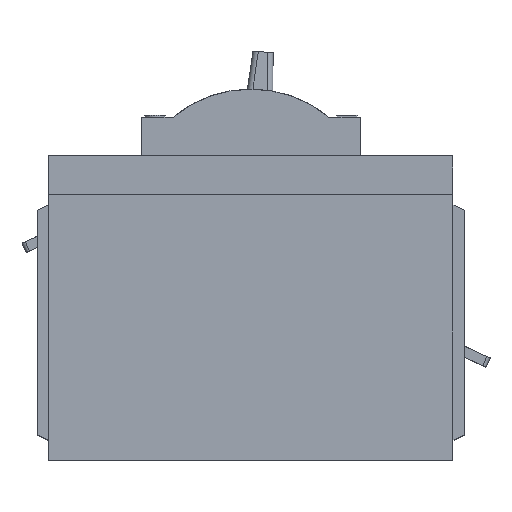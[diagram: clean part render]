
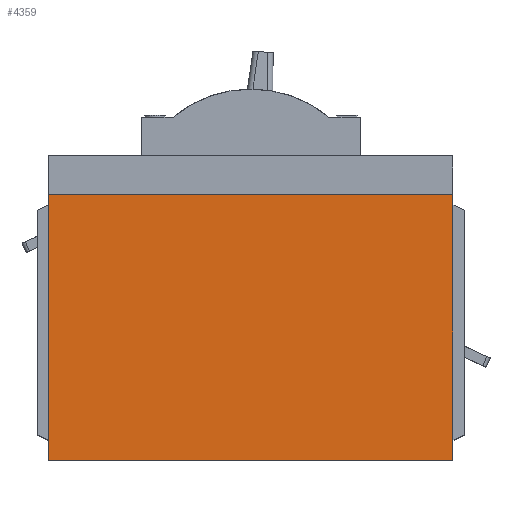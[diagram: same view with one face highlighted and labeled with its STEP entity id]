
A CAD part, top view. The second image highlights one B-rep face of the part: STEP entity #4359.
In plain terms, the highlighted planar face has unit normal (0, 0, 1).
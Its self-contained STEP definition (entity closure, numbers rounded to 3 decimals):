
#1180 = EDGE_CURVE ( 'NONE', #21642, #23768, #18713, .T. ) ;
#1409 = EDGE_CURVE ( 'NONE', #23768, #22176, #16366, .T. ) ;
#1448 = EDGE_CURVE ( 'NONE', #22129, #21642, #16493, .T. ) ;
#4120 = ORIENTED_EDGE ( 'NONE', *, *, #1409, .T. ) ;
#4134 = ORIENTED_EDGE ( 'NONE', *, *, #17662, .T. ) ;
#4138 = ORIENTED_EDGE ( 'NONE', *, *, #1448, .T. ) ;
#4153 = ORIENTED_EDGE ( 'NONE', *, *, #1180, .T. ) ;
#4359 = ADVANCED_FACE ( 'NONE', ( #17107 ), #15661, .F. ) ;
#6158 = DIRECTION ( 'NONE',  ( 0., 1., 0. ) ) ;
#6258 = CARTESIAN_POINT ( 'NONE',  ( 38.56, 52.087, 38.856 ) ) ;
#8004 = CARTESIAN_POINT ( 'NONE',  ( 38.56, -26.913, 38.856 ) ) ;
#9892 = CARTESIAN_POINT ( 'NONE',  ( 38.56, 52.087, 38.856 ) ) ;
#11524 = CARTESIAN_POINT ( 'NONE',  ( -81.44, -26.913, 38.856 ) ) ;
#11957 = CARTESIAN_POINT ( 'NONE',  ( -81.44, 52.087, 38.856 ) ) ;
#12330 = CARTESIAN_POINT ( 'NONE',  ( 38.56, 52.087, 38.856 ) ) ;
#12331 = DIRECTION ( 'NONE',  ( -1., 0., 0. ) ) ;
#13308 = LINE ( 'NONE', #12330, #13312 ) ;
#13312 = VECTOR ( 'NONE', #12331, 1000. ) ;
#14164 = AXIS2_PLACEMENT_3D ( 'NONE', #15647, #15665, #15666 ) ;
#15647 = CARTESIAN_POINT ( 'NONE',  ( 38.56, -26.913, 38.856 ) ) ;
#15661 = PLANE ( 'NONE',  #14164 ) ;
#15665 = DIRECTION ( 'NONE',  ( 0., 0., -1. ) ) ;
#15666 = DIRECTION ( 'NONE',  ( -1., 0., 0. ) ) ;
#16366 = LINE ( 'NONE', #6258, #16377 ) ;
#16377 = VECTOR ( 'NONE', #6158, 1000. ) ;
#16493 = LINE ( 'NONE', #24682, #16497 ) ;
#16497 = VECTOR ( 'NONE', #24784, 1000. ) ;
#17107 = FACE_OUTER_BOUND ( 'NONE', #23640, .T. ) ;
#17662 = EDGE_CURVE ( 'NONE', #22176, #22129, #13308, .T. ) ;
#18713 = LINE ( 'NONE', #26556, #18726 ) ;
#18726 = VECTOR ( 'NONE', #26428, 1000. ) ;
#21642 = VERTEX_POINT ( 'NONE', #11524 ) ;
#22129 = VERTEX_POINT ( 'NONE', #11957 ) ;
#22176 = VERTEX_POINT ( 'NONE', #9892 ) ;
#23640 = EDGE_LOOP ( 'NONE', ( #4120, #4134, #4138, #4153 ) ) ;
#23768 = VERTEX_POINT ( 'NONE', #8004 ) ;
#24682 = CARTESIAN_POINT ( 'NONE',  ( -81.44, 52.087, 38.856 ) ) ;
#24784 = DIRECTION ( 'NONE',  ( 0., -1., 0. ) ) ;
#26428 = DIRECTION ( 'NONE',  ( 1., 0., 0. ) ) ;
#26556 = CARTESIAN_POINT ( 'NONE',  ( 38.56, -26.913, 38.856 ) ) ;
